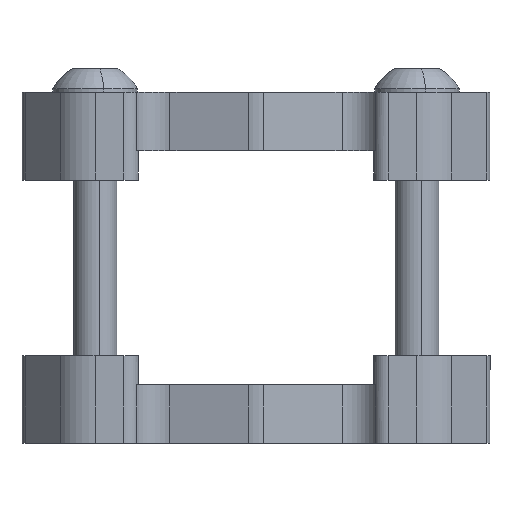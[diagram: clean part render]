
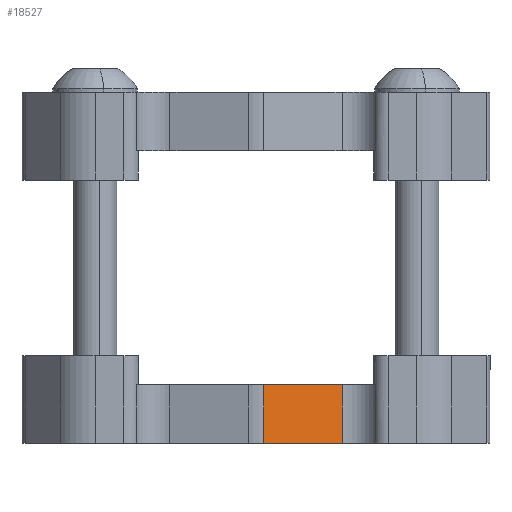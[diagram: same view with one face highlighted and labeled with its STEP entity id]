
A CAD part, front view. The second image highlights one B-rep face of the part: STEP entity #18527.
In plain terms, the highlighted face is planar.
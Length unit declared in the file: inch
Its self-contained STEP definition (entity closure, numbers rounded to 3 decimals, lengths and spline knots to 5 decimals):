
#894 = CARTESIAN_POINT ( 'NONE',  ( -0.36769, -1.28089, 0. ) ) ;
#1227 = ORIENTED_EDGE ( 'NONE', *, *, #6255, .F. ) ;
#1792 = AXIS2_PLACEMENT_3D ( 'NONE', #20130, #15921, #5291 ) ;
#2222 = DIRECTION ( 'NONE',  ( -0.966, 0.259, 0. ) ) ;
#3105 = LINE ( 'NONE', #24928, #20906 ) ;
#3273 = EDGE_CURVE ( 'NONE', #10709, #9049, #15075, .T. ) ;
#4479 = VECTOR ( 'NONE', #2222, 39.37008 ) ;
#5291 = DIRECTION ( 'NONE',  ( -0.966, 0.259, 0. ) ) ;
#6255 = EDGE_CURVE ( 'NONE', #16661, #12639, #3105, .T. ) ;
#9049 = VERTEX_POINT ( 'NONE', #16569 ) ;
#9459 = ORIENTED_EDGE ( 'NONE', *, *, #3273, .T. ) ;
#10709 = VERTEX_POINT ( 'NONE', #22967 ) ;
#11177 = DIRECTION ( 'NONE',  ( 0., 0., 1. ) ) ;
#11330 = PLANE ( 'NONE',  #1792 ) ;
#12089 = VECTOR ( 'NONE', #22651, 39.37008 ) ;
#12639 = VERTEX_POINT ( 'NONE', #894 ) ;
#12840 = CARTESIAN_POINT ( 'NONE',  ( -0.03235, -1.37074, -0.125 ) ) ;
#12954 = ORIENTED_EDGE ( 'NONE', *, *, #18559, .T. ) ;
#13130 = CARTESIAN_POINT ( 'NONE',  ( -0.03235, -1.37074, 0. ) ) ;
#13268 = FACE_OUTER_BOUND ( 'NONE', #24066, .T. ) ;
#14270 = DIRECTION ( 'NONE',  ( -0.966, 0.259, 0. ) ) ;
#15075 = LINE ( 'NONE', #17052, #4479 ) ;
#15921 = DIRECTION ( 'NONE',  ( 0.259, 0.966, 0. ) ) ;
#16569 = CARTESIAN_POINT ( 'NONE',  ( -0.36769, -1.28089, 0.25 ) ) ;
#16661 = VERTEX_POINT ( 'NONE', #13130 ) ;
#17052 = CARTESIAN_POINT ( 'NONE',  ( -0.03235, -1.37074, 0.25 ) ) ;
#17829 = VECTOR ( 'NONE', #11177, 39.37008 ) ;
#18527 = ADVANCED_FACE ( 'NONE', ( #13268 ), #11330, .F. ) ;
#18559 = EDGE_CURVE ( 'NONE', #9049, #12639, #20546, .T. ) ;
#18575 = CARTESIAN_POINT ( 'NONE',  ( -0.36769, -1.28089, -0.125 ) ) ;
#19216 = ORIENTED_EDGE ( 'NONE', *, *, #20916, .T. ) ;
#20130 = CARTESIAN_POINT ( 'NONE',  ( -0.03235, -1.37074, -0.125 ) ) ;
#20546 = LINE ( 'NONE', #18575, #12089 ) ;
#20906 = VECTOR ( 'NONE', #14270, 39.37008 ) ;
#20916 = EDGE_CURVE ( 'NONE', #16661, #10709, #23503, .T. ) ;
#22651 = DIRECTION ( 'NONE',  ( 0., 0., -1. ) ) ;
#22967 = CARTESIAN_POINT ( 'NONE',  ( -0.03235, -1.37074, 0.25 ) ) ;
#23503 = LINE ( 'NONE', #12840, #17829 ) ;
#24066 = EDGE_LOOP ( 'NONE', ( #9459, #12954, #1227, #19216 ) ) ;
#24928 = CARTESIAN_POINT ( 'NONE',  ( -0.34485, -1.28701, 0. ) ) ;
